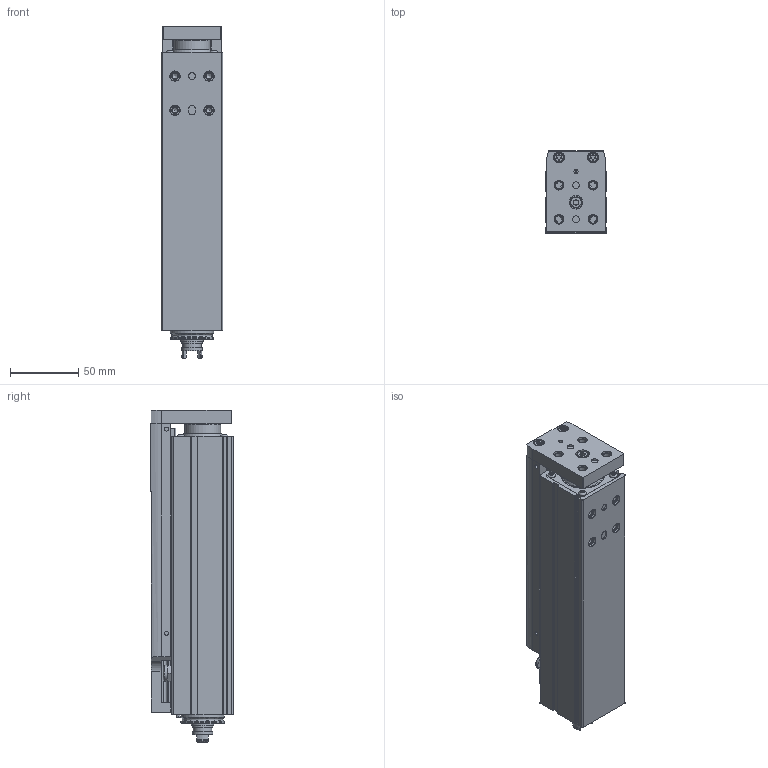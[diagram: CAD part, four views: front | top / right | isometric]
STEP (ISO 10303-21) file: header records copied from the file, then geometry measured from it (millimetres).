
FILE_DESCRIPTION( ( 'STEP AP214' ), '1' );
FILE_NAME( '8048304_EGSC-BS-KF-45-150-10P.stp', '2019-08-17T23:59:24', ( '' ), ( '' ), ' ', 'PARTsolutions', ' ' );
FILE_SCHEMA( ( 'AUTOMOTIVE_DESIGN { 1 0 10303 214 1 1 1 1 }' ) );
Length unit declared in the file: millimetre
Products named in the file (7): 8048304 EGSC-BS-KF-45-150-10P---(0); HI_4795390 EGSC-BS-KF-45---(150_P); _1206622 AMTE-M-H-G18; HI_8048305 EGSC-BS-KF-45---(S_150); _4826928 EAMC-15-GS8-D8x9-A(egsc); HI_ISO 14579 M4x10(F); _DIN-912 - M2.5x8(F)
Assembly tree (6 placements, depth 2):
  8048304 EGSC-BS-KF-45-150-10P---(0)
    HI_4795390 EGSC-BS-KF-45---(150_P)
    _1206622 AMTE-M-H-G18
    HI_8048305 EGSC-BS-KF-45---(S_150)
    _4826928 EAMC-15-GS8-D8x9-A(egsc)
    HI_ISO 14579 M4x10(F)
    _DIN-912 - M2.5x8(F)
Bounding box: 45 x 60.5 x 243.7 mm (x, y, z)
Volume: 521228 mm3; surface area: 133066.2 mm2
Topology: 6 solids, 6 shells, 537 faces, 1283 edges, 824 vertices
Faces by surface type: plane 234, cylinder 213, cone 75, torus 11, sphere 4
Full cylindrical faces by diameter (mm): 1.3 x1, 1.567 x2, 2.013 x1, 2.459 x4, 2.5 x2, 3 x9, 3.242 x1, 4 x1, 4.134 x10, 4.5 x1, 5 x5, 5.5 x4, 5.7 x4, 6.5 x1, 6.625 x2, 7 x11, 8 x3, 8.5 x1, 8.566 x1, 8.7 x1, 9.728 x1, 10 x5, 11.7 x1, 13.25 x2, 20 x1, 22 x1, 26.5 x2, 31.8 x1, 32 x1, 32.1 x1
Entity records: 19595 total; most frequent: CARTESIAN_POINT 3113, DIRECTION 2605, ORIENTED_EDGE 2232, EDGE_CURVE 1116, AXIS2_PLACEMENT_3D 1044, VERTEX_POINT 806, EDGE_LOOP 777, FACE_OUTER_BOUND 633
